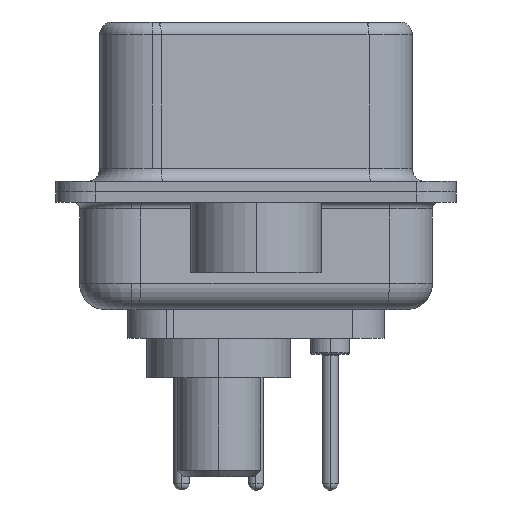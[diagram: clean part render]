
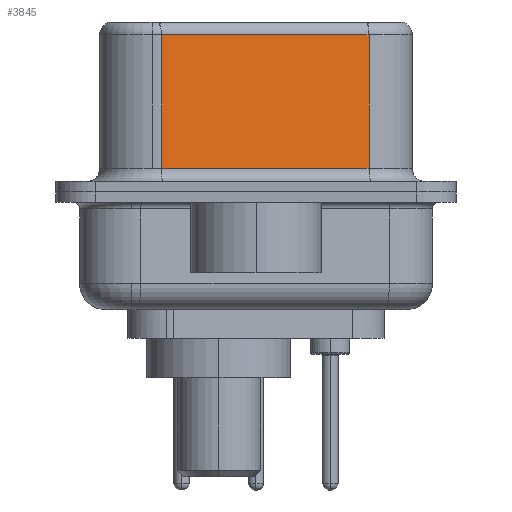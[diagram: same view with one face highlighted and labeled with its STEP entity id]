
A CAD part, left-side view. The second image highlights one B-rep face of the part: STEP entity #3845.
In plain terms, the highlighted planar face has unit normal (-0.985, -0.174, 0).
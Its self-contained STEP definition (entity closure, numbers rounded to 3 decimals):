
#239 = AXIS2_PLACEMENT_3D ( 'NONE', #24135, #22121, #10274 ) ;
#656 = CARTESIAN_POINT ( 'NONE',  ( 3.73, 3.628, 6.52 ) ) ;
#1023 = CARTESIAN_POINT ( 'NONE',  ( 5.132, -4.322, 0.9 ) ) ;
#1423 = CARTESIAN_POINT ( 'NONE',  ( 5.132, -4.322, 6.02 ) ) ;
#1890 = EDGE_CURVE ( 'NONE', #4929, #13846, #18051, .T. ) ;
#2209 = ORIENTED_EDGE ( 'NONE', *, *, #10073, .T. ) ;
#2506 = VECTOR ( 'NONE', #20909, 1000. ) ;
#3845 = ADVANCED_FACE ( 'NONE', ( #11622 ), #18957, .F. ) ;
#4380 = ORIENTED_EDGE ( 'NONE', *, *, #4511, .T. ) ;
#4511 = EDGE_CURVE ( 'NONE', #4929, #19001, #24242, .T. ) ;
#4929 = VERTEX_POINT ( 'NONE', #1423 ) ;
#6048 = VERTEX_POINT ( 'NONE', #7979 ) ;
#7979 = CARTESIAN_POINT ( 'NONE',  ( 3.73, 3.628, 0.9 ) ) ;
#9487 = EDGE_LOOP ( 'NONE', ( #10740, #4380, #13025, #2209 ) ) ;
#9786 = CARTESIAN_POINT ( 'NONE',  ( 5.132, -4.322, 0.9 ) ) ;
#9932 = CARTESIAN_POINT ( 'NONE',  ( 3.73, 3.628, 6.02 ) ) ;
#10073 = EDGE_CURVE ( 'NONE', #6048, #13846, #13608, .T. ) ;
#10274 = DIRECTION ( 'NONE',  ( -0.174, 0.985, 0. ) ) ;
#10740 = ORIENTED_EDGE ( 'NONE', *, *, #1890, .F. ) ;
#11268 = DIRECTION ( 'NONE',  ( -0.174, 0.985, 0. ) ) ;
#11622 = FACE_OUTER_BOUND ( 'NONE', #9487, .T. ) ;
#11879 = CARTESIAN_POINT ( 'NONE',  ( 5.132, -4.322, 6.02 ) ) ;
#13025 = ORIENTED_EDGE ( 'NONE', *, *, #20634, .T. ) ;
#13519 = VECTOR ( 'NONE', #11268, 1000. ) ;
#13608 = LINE ( 'NONE', #1023, #18973 ) ;
#13846 = VERTEX_POINT ( 'NONE', #9786 ) ;
#14211 = VECTOR ( 'NONE', #23028, 1000. ) ;
#15293 = DIRECTION ( 'NONE',  ( 0.174, -0.985, 0. ) ) ;
#15518 = CARTESIAN_POINT ( 'NONE',  ( 5.132, -4.322, 6.52 ) ) ;
#18051 = LINE ( 'NONE', #15518, #2506 ) ;
#18957 = PLANE ( 'NONE',  #239 ) ;
#18973 = VECTOR ( 'NONE', #15293, 1000. ) ;
#19001 = VERTEX_POINT ( 'NONE', #9932 ) ;
#20634 = EDGE_CURVE ( 'NONE', #19001, #6048, #20831, .T. ) ;
#20831 = LINE ( 'NONE', #656, #14211 ) ;
#20909 = DIRECTION ( 'NONE',  ( 0., 0., -1. ) ) ;
#22121 = DIRECTION ( 'NONE',  ( 0.985, 0.174, 0. ) ) ;
#23028 = DIRECTION ( 'NONE',  ( 0., 0., -1. ) ) ;
#24135 = CARTESIAN_POINT ( 'NONE',  ( 5.132, -4.322, 6.52 ) ) ;
#24242 = LINE ( 'NONE', #11879, #13519 ) ;
